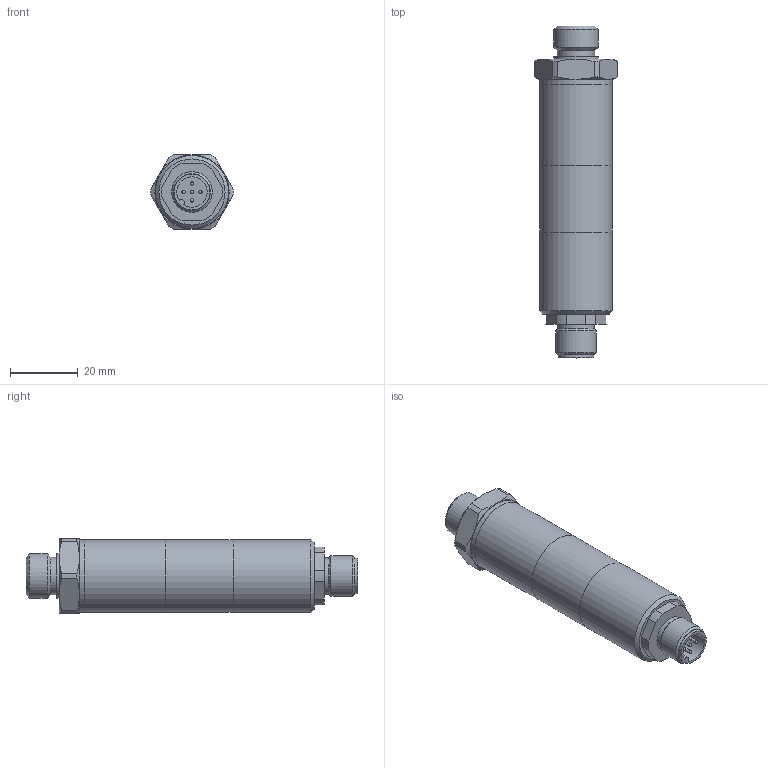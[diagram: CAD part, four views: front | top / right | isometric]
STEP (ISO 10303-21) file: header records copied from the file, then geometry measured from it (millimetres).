
FILE_DESCRIPTION (( 'STEP AP214' ), '1' );
FILE_NAME ('PDS229-07-19.STEP', '2019-10-04T07:45:02', ( '' ), ( '' ), 'SwSTEP 2.0', 'SolidWorks 2015', '' );
FILE_SCHEMA (( 'AUTOMOTIVE_DESIGN' ));
Length unit declared in the file: millimetre
Products named in the file (1): PDS229-07-19
Bounding box: 24.49 x 98.3 x 22 mm (x, y, z)
Volume: 30137.7 mm3; surface area: 7525.2 mm2
Topology: 1 solids, 1 shells, 76 faces, 177 edges, 107 vertices
Faces by surface type: cylinder 30, plane 23, cone 18, sphere 5
Full cylindrical faces by diameter (mm): 1 x5, 4 x1, 10.5 x1, 10.8 x1, 11 x1, 12 x1, 13.157 x1, 13.2 x1, 21.6 x4
Entity records: 2442 total; most frequent: CARTESIAN_POINT 439, DIRECTION 340, ORIENTED_EDGE 272, AXIS2_PLACEMENT_3D 151, EDGE_CURVE 136, EDGE_LOOP 112, VERTEX_POINT 98, FACE_OUTER_BOUND 92
